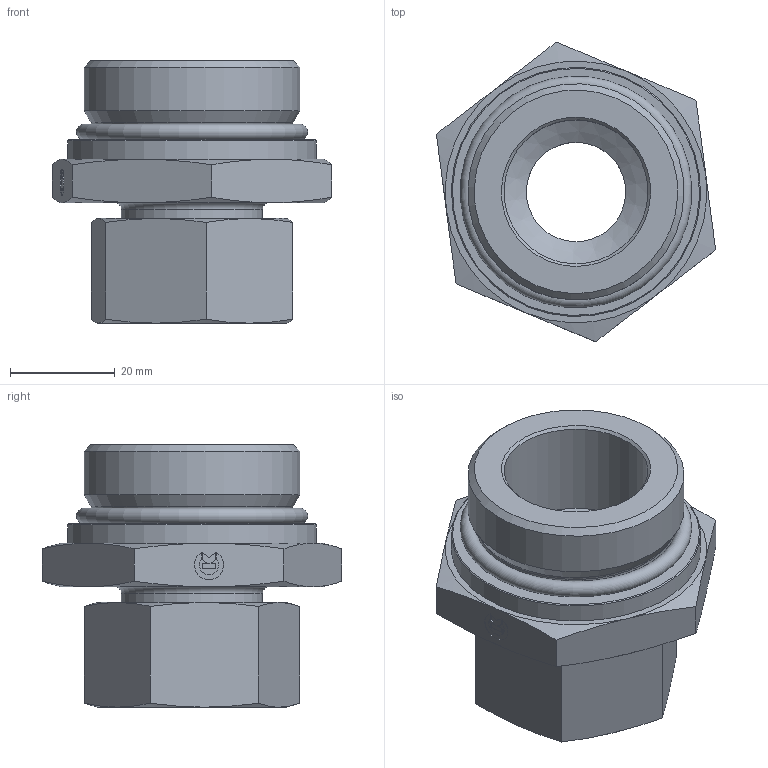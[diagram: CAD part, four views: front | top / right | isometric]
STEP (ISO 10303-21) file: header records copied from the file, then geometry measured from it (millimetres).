
FILE_DESCRIPTION((''),'2;1');
FILE_NAME('18122150830.stp','2014-09-18T11:44:12',(''),('KNOMI spol. s r. o.'),'Autodesk Inventor 2012','Autodesk Inventor 2012','');
FILE_SCHEMA(('AUTOMOTIVE_DESIGN { 1 2 10303 214 0 1 1 1 }'));
Length unit declared in the file: millimetre
Products named in the file (6): PHK-UN  22L 1 5/8- 12/M30x2; 3912230; 40122; PHFUNF; 17322150830; 606374630090
Assembly tree (5 placements, depth 3):
  PHK-UN  22L 1 5/8- 12/M30x2
    3912230
    40122
    PHFUNF
      17322150830
      606374630090
Bounding box: 53.33 x 57.24 x 50.1 mm (x, y, z)
Volume: 47570.7 mm3; surface area: 20170.1 mm2
Topology: 4 solids, 4 shells, 114 faces, 258 edges, 158 vertices
Faces by surface type: plane 52, cone 39, cylinder 17, torus 6
Full cylindrical faces by diameter (mm): 19 x1, 22 x3, 24.3 x1, 27 x2, 27.5 x1, 27.835 x1, 30 x1, 38.28 x1, 41.275 x1, 47.6 x1
Entity records: 3178 total; most frequent: CARTESIAN_POINT 588, DIRECTION 494, ORIENTED_EDGE 434, EDGE_CURVE 217, AXIS2_PLACEMENT_3D 200, EDGE_LOOP 161, VERTEX_POINT 150, STYLED_ITEM 118
